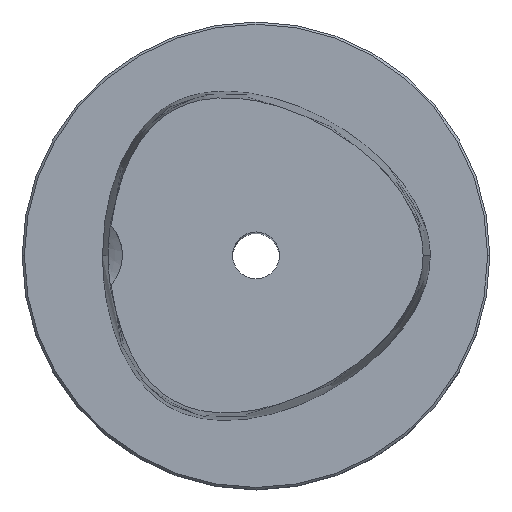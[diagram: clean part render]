
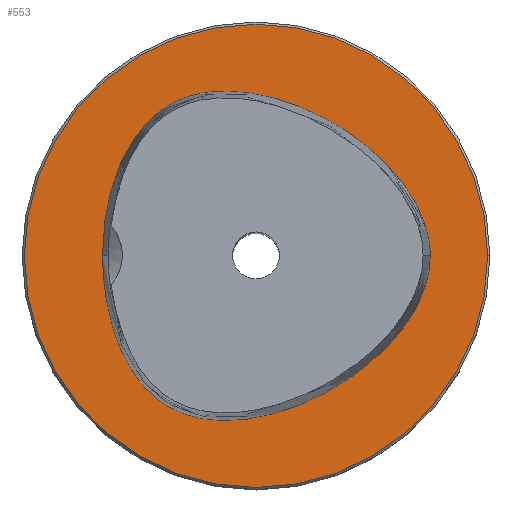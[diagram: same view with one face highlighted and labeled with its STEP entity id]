
A CAD part, top view. The second image highlights one B-rep face of the part: STEP entity #553.
In plain terms, the highlighted planar face has unit normal (0, 0, 1).
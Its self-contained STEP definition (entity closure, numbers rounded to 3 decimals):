
#51=CARTESIAN_POINT('',(23.476,0.,0.));
#52=CARTESIAN_POINT('',(23.476,-3.428,0.));
#53=CARTESIAN_POINT('',(20.56,-10.27,0.001));
#54=CARTESIAN_POINT('',(10.713,-18.556,0.001));
#55=CARTESIAN_POINT('',(-1.384,-22.941,0.001));
#56=CARTESIAN_POINT('',(-12.467,-21.594,0.001));
#57=CARTESIAN_POINT('',(-19.176,-12.669,0.001));
#58=CARTESIAN_POINT('',(-20.676,-4.224,0.));
#59=CARTESIAN_POINT('',(-20.676,0.,0.));
#93=CARTESIAN_POINT('',(0.,0.,0.));
#94=DIRECTION('',(0.,0.,1.));
#95=DIRECTION('',(1.,0.,0.));
#96=AXIS2_PLACEMENT_3D('',#93,#94,#95);
#101=CARTESIAN_POINT('',(0.,0.,0.));
#102=DIRECTION('',(0.,0.,1.));
#103=DIRECTION('',(-1.,0.,0.));
#104=AXIS2_PLACEMENT_3D('',#101,#102,#103);
#109=CARTESIAN_POINT('',(-20.676,0.,0.));
#110=CARTESIAN_POINT('',(-20.676,1.119,0.));
#111=CARTESIAN_POINT('',(-20.571,3.3,0.));
#112=CARTESIAN_POINT('',(-20.137,6.401,0.));
#113=CARTESIAN_POINT('',(-19.436,9.342,0.));
#114=CARTESIAN_POINT('',(-18.47,12.103,0.));
#115=CARTESIAN_POINT('',(-17.21,14.684,0.));
#116=CARTESIAN_POINT('',(-15.669,16.974,0.));
#117=CARTESIAN_POINT('',(-13.839,18.919,0.));
#118=CARTESIAN_POINT('',(-11.735,20.438,0.));
#119=CARTESIAN_POINT('',(-9.359,21.479,0.));
#120=CARTESIAN_POINT('',(-6.761,22.072,0.));
#121=CARTESIAN_POINT('',(-3.997,22.246,0.));
#122=CARTESIAN_POINT('',(-1.142,22.032,0.));
#123=CARTESIAN_POINT('',(1.697,21.485,0.));
#124=CARTESIAN_POINT('',(4.563,20.626,0.));
#125=CARTESIAN_POINT('',(7.473,19.445,0.));
#126=CARTESIAN_POINT('',(10.349,17.957,0.));
#127=CARTESIAN_POINT('',(13.1,16.197,0.));
#128=CARTESIAN_POINT('',(15.616,14.236,0.));
#129=CARTESIAN_POINT('',(17.816,12.152,0.));
#130=CARTESIAN_POINT('',(19.712,9.949,0.));
#131=CARTESIAN_POINT('',(21.306,7.588,0.));
#132=CARTESIAN_POINT('',(22.522,5.119,0.));
#133=CARTESIAN_POINT('',(23.302,2.534,0.));
#134=CARTESIAN_POINT('',(23.476,0.845,0.));
#135=CARTESIAN_POINT('',(23.476,0.,0.));
#433=CARTESIAN_POINT('',(31.2,0.,0.));
#434=CARTESIAN_POINT('',(-31.2,0.,0.));
#435=VERTEX_POINT('',#433);
#436=VERTEX_POINT('',#434);
#441=VERTEX_POINT('',#51);
#442=VERTEX_POINT('',#59);
#537=CARTESIAN_POINT('',(0.,0.,0.));
#538=DIRECTION('',(0.,0.,-1.));
#539=DIRECTION('',(-1.,0.,0.));
#540=AXIS2_PLACEMENT_3D('',#537,#538,#539);
#541=PLANE('',#540);
#543=ORIENTED_EDGE('',*,*,#542,.F.);
#545=ORIENTED_EDGE('',*,*,#544,.F.);
#546=EDGE_LOOP('',(#543,#545));
#547=FACE_OUTER_BOUND('',#546,.F.);
#548=ORIENTED_EDGE('',*,*,#523,.F.);
#550=ORIENTED_EDGE('',*,*,#549,.F.);
#551=EDGE_LOOP('',(#548,#550));
#552=FACE_BOUND('',#551,.F.);
#60=B_SPLINE_CURVE_WITH_KNOTS('',3,(#51,#52,#53,#54,#55,#56,#57,#58,#59),
.UNSPECIFIED.,.F.,.F.,(4,1,1,1,1,1,4),(0.,0.167,0.333,
0.5,0.667,0.833,1.),.UNSPECIFIED.);
#97=CIRCLE('',#96,31.2);
#105=CIRCLE('',#104,31.2);
#136=B_SPLINE_CURVE_WITH_KNOTS('',3,(#109,#110,#111,#112,#113,#114,#115,#116,
#117,#118,#119,#120,#121,#122,#123,#124,#125,#126,#127,#128,#129,#130,#131,#132,
#133,#134,#135),.UNSPECIFIED.,.F.,.F.,(4,1,1,1,1,1,1,1,1,1,1,1,1,1,1,1,1,1,1,1,
1,1,1,1,4),(0.,0.042,0.083,0.125,0.167,
0.208,0.25,0.292,0.333,0.375,
0.417,0.458,0.5,0.542,0.583,
0.625,0.667,0.708,0.75,0.792,
0.833,0.875,0.917,0.958,1.),
.UNSPECIFIED.);
#523=EDGE_CURVE('',#441,#442,#60,.T.);
#542=EDGE_CURVE('',#435,#436,#97,.T.);
#544=EDGE_CURVE('',#436,#435,#105,.T.);
#549=EDGE_CURVE('',#442,#441,#136,.T.);
#553=ADVANCED_FACE('',(#547,#552),#541,.F.);
